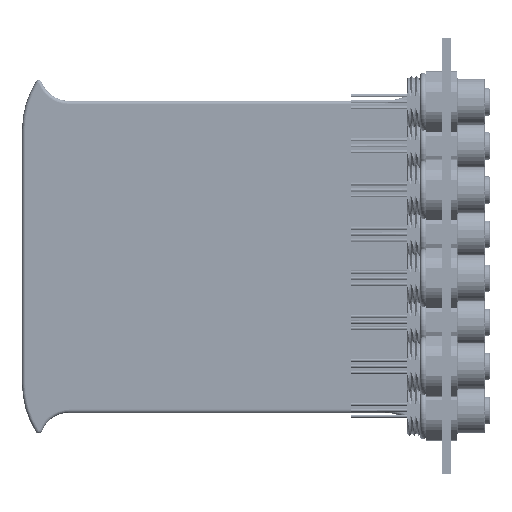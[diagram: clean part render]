
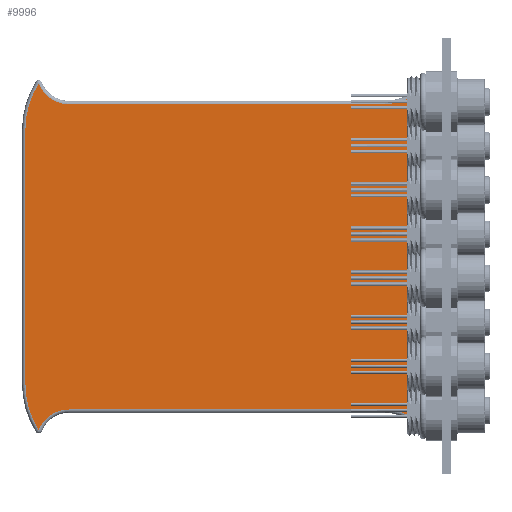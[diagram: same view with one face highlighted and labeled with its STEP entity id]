
A CAD part, left-side view. The second image highlights one B-rep face of the part: STEP entity #9996.
In plain terms, the highlighted face is planar.
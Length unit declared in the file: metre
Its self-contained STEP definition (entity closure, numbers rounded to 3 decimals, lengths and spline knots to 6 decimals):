
#788=LINE('',#15037,#1502);
#789=LINE('',#15040,#1503);
#790=LINE('',#15042,#1504);
#791=LINE('',#15046,#1505);
#792=LINE('',#15050,#1506);
#793=LINE('',#15052,#1507);
#794=LINE('',#15054,#1508);
#795=LINE('',#15058,#1509);
#796=LINE('',#15064,#1510);
#797=LINE('',#15070,#1511);
#1502=VECTOR('',#11992,1.);
#1503=VECTOR('',#11993,1.);
#1504=VECTOR('',#11994,1.);
#1505=VECTOR('',#11997,1.);
#1506=VECTOR('',#12000,1.);
#1507=VECTOR('',#12001,1.);
#1508=VECTOR('',#12002,1.);
#1509=VECTOR('',#12005,1.);
#1510=VECTOR('',#12010,1.);
#1511=VECTOR('',#12015,1.);
#2258=ORIENTED_EDGE('',*,*,#5212,.T.);
#2259=ORIENTED_EDGE('',*,*,#5213,.T.);
#2260=ORIENTED_EDGE('',*,*,#5214,.T.);
#2261=ORIENTED_EDGE('',*,*,#5215,.F.);
#2262=ORIENTED_EDGE('',*,*,#5216,.T.);
#2263=ORIENTED_EDGE('',*,*,#5217,.F.);
#2264=ORIENTED_EDGE('',*,*,#5218,.T.);
#2265=ORIENTED_EDGE('',*,*,#5219,.T.);
#2266=ORIENTED_EDGE('',*,*,#5220,.T.);
#2267=ORIENTED_EDGE('',*,*,#5221,.T.);
#2268=ORIENTED_EDGE('',*,*,#5222,.T.);
#2269=ORIENTED_EDGE('',*,*,#5223,.T.);
#2270=ORIENTED_EDGE('',*,*,#5224,.T.);
#2271=ORIENTED_EDGE('',*,*,#5225,.T.);
#2272=ORIENTED_EDGE('',*,*,#5226,.T.);
#2273=ORIENTED_EDGE('',*,*,#5227,.T.);
#2274=ORIENTED_EDGE('',*,*,#5228,.T.);
#2275=ORIENTED_EDGE('',*,*,#5229,.T.);
#5212=EDGE_CURVE('',#6682,#6683,#788,.F.);
#5213=EDGE_CURVE('',#6683,#6684,#789,.F.);
#5214=EDGE_CURVE('',#6684,#6685,#790,.F.);
#5215=EDGE_CURVE('',#6686,#6685,#7632,.T.);
#5216=EDGE_CURVE('',#6686,#6687,#791,.F.);
#5217=EDGE_CURVE('',#6688,#6687,#7633,.T.);
#5218=EDGE_CURVE('',#6688,#6689,#792,.F.);
#5219=EDGE_CURVE('',#6689,#6690,#793,.F.);
#5220=EDGE_CURVE('',#6690,#6691,#794,.F.);
#5221=EDGE_CURVE('',#6691,#6692,#7634,.F.);
#5222=EDGE_CURVE('',#6692,#6693,#795,.F.);
#5223=EDGE_CURVE('',#6693,#6694,#7635,.F.);
#5224=EDGE_CURVE('',#6694,#6695,#7636,.T.);
#5225=EDGE_CURVE('',#6695,#6696,#796,.T.);
#5226=EDGE_CURVE('',#6696,#6697,#7637,.T.);
#5227=EDGE_CURVE('',#6697,#6698,#7638,.F.);
#5228=EDGE_CURVE('',#6698,#6699,#797,.T.);
#5229=EDGE_CURVE('',#6699,#6682,#7639,.F.);
#6682=VERTEX_POINT('',#15038);
#6683=VERTEX_POINT('',#15039);
#6684=VERTEX_POINT('',#15041);
#6685=VERTEX_POINT('',#15043);
#6686=VERTEX_POINT('',#15045);
#6687=VERTEX_POINT('',#15047);
#6688=VERTEX_POINT('',#15049);
#6689=VERTEX_POINT('',#15051);
#6690=VERTEX_POINT('',#15053);
#6691=VERTEX_POINT('',#15055);
#6692=VERTEX_POINT('',#15057);
#6693=VERTEX_POINT('',#15059);
#6694=VERTEX_POINT('',#15061);
#6695=VERTEX_POINT('',#15063);
#6696=VERTEX_POINT('',#15065);
#6697=VERTEX_POINT('',#15067);
#6698=VERTEX_POINT('',#15069);
#6699=VERTEX_POINT('',#15071);
#7632=CIRCLE('',#10729,0.002);
#7633=CIRCLE('',#10730,0.002);
#7634=CIRCLE('',#10731,0.01636);
#7635=CIRCLE('',#10732,0.009518);
#7636=CIRCLE('',#10733,0.025599);
#7637=CIRCLE('',#10734,0.025599);
#7638=CIRCLE('',#10735,0.009518);
#7639=CIRCLE('',#10736,0.01636);
#8162=EDGE_LOOP('',(#2258,#2259,#2260,#2261,#2262,#2263,#2264,#2265,#2266,
#2267,#2268,#2269,#2270,#2271,#2272,#2273,#2274,#2275));
#8947=FACE_BOUND('',#8162,.T.);
#9725=PLANE('',#10728);
#9996=ADVANCED_FACE('',(#8947),#9725,.T.);
#10728=AXIS2_PLACEMENT_3D('',#15036,#11990,#11991);
#10729=AXIS2_PLACEMENT_3D('',#15044,#11995,#11996);
#10730=AXIS2_PLACEMENT_3D('',#15048,#11998,#11999);
#10731=AXIS2_PLACEMENT_3D('',#15056,#12003,#12004);
#10732=AXIS2_PLACEMENT_3D('',#15060,#12006,#12007);
#10733=AXIS2_PLACEMENT_3D('',#15062,#12008,#12009);
#10734=AXIS2_PLACEMENT_3D('',#15066,#12011,#12012);
#10735=AXIS2_PLACEMENT_3D('',#15068,#12013,#12014);
#10736=AXIS2_PLACEMENT_3D('',#15072,#12016,#12017);
#11990=DIRECTION('',(1.,0.,0.));
#11991=DIRECTION('',(0.,1.,0.));
#11992=DIRECTION('',(0.,0.,-1.));
#11993=DIRECTION('',(0.,1.,0.));
#11994=DIRECTION('',(0.,0.,1.));
#11995=DIRECTION('',(1.,0.,0.));
#11996=DIRECTION('',(0.,0.,-1.));
#11997=DIRECTION('',(0.,0.,-1.));
#11998=DIRECTION('',(1.,0.,0.));
#11999=DIRECTION('',(0.,0.,-1.));
#12000=DIRECTION('',(0.,0.,1.));
#12001=DIRECTION('',(0.,-1.,0.));
#12002=DIRECTION('',(0.,0.,-1.));
#12003=DIRECTION('',(1.,0.,0.));
#12004=DIRECTION('',(0.,0.,-1.));
#12005=DIRECTION('',(0.,1.,0.));
#12006=DIRECTION('',(1.,0.,0.));
#12007=DIRECTION('',(0.,0.,-1.));
#12008=DIRECTION('',(1.,0.,0.));
#12009=DIRECTION('',(0.,0.,-1.));
#12010=DIRECTION('',(0.,0.,-1.));
#12011=DIRECTION('',(1.,0.,0.));
#12012=DIRECTION('',(0.,0.,-1.));
#12013=DIRECTION('',(1.,0.,0.));
#12014=DIRECTION('',(0.,0.,-1.));
#12015=DIRECTION('',(0.,1.,0.));
#12016=DIRECTION('',(1.,0.,0.));
#12017=DIRECTION('',(0.,0.,-1.));
#15036=CARTESIAN_POINT('',(0.0115,0.,0.));
#15037=CARTESIAN_POINT('',(0.0115,0.059,0.));
#15038=CARTESIAN_POINT('',(0.0115,0.059,-0.050472));
#15039=CARTESIAN_POINT('',(0.0115,0.059,-0.0145));
#15040=CARTESIAN_POINT('',(0.0115,0.,-0.0145));
#15041=CARTESIAN_POINT('',(0.0115,0.058,-0.0145));
#15042=CARTESIAN_POINT('',(0.0115,0.058,0.));
#15043=CARTESIAN_POINT('',(0.0115,0.058,-0.0165));
#15044=CARTESIAN_POINT('',(0.0115,0.056,-0.0165));
#15045=CARTESIAN_POINT('',(0.0115,0.054,-0.0165));
#15046=CARTESIAN_POINT('',(0.0115,0.054,0.));
#15047=CARTESIAN_POINT('',(0.0115,0.054,0.0165));
#15048=CARTESIAN_POINT('',(0.0115,0.056,0.0165));
#15049=CARTESIAN_POINT('',(0.0115,0.058,0.0165));
#15050=CARTESIAN_POINT('',(0.0115,0.058,0.));
#15051=CARTESIAN_POINT('',(0.0115,0.058,0.0145));
#15052=CARTESIAN_POINT('',(0.0115,0.,0.0145));
#15053=CARTESIAN_POINT('',(0.0115,0.059,0.0145));
#15054=CARTESIAN_POINT('',(0.0115,0.059,0.));
#15055=CARTESIAN_POINT('',(0.0115,0.059,0.050472));
#15056=CARTESIAN_POINT('',(0.0115,0.046831,0.061406));
#15057=CARTESIAN_POINT('',(0.0115,0.046831,0.045047));
#15058=CARTESIAN_POINT('',(0.0115,0.,0.045047));
#15059=CARTESIAN_POINT('',(0.0115,-0.046198,0.045047));
#15060=CARTESIAN_POINT('',(0.0115,-0.046198,0.054565));
#15061=CARTESIAN_POINT('',(0.0115,-0.055073,0.051125));
#15062=CARTESIAN_POINT('',(0.0115,-0.033401,0.0375));
#15063=CARTESIAN_POINT('',(0.0115,-0.059,0.0375));
#15064=CARTESIAN_POINT('',(0.0115,-0.059,-0.0375));
#15065=CARTESIAN_POINT('',(0.0115,-0.059,-0.0375));
#15066=CARTESIAN_POINT('',(0.0115,-0.033401,-0.0375));
#15067=CARTESIAN_POINT('',(0.0115,-0.055073,-0.051125));
#15068=CARTESIAN_POINT('',(0.0115,-0.046198,-0.054565));
#15069=CARTESIAN_POINT('',(0.0115,-0.046198,-0.045047));
#15070=CARTESIAN_POINT('',(0.0115,0.046831,-0.045047));
#15071=CARTESIAN_POINT('',(0.0115,0.046831,-0.045047));
#15072=CARTESIAN_POINT('',(0.0115,0.046831,-0.061406));
